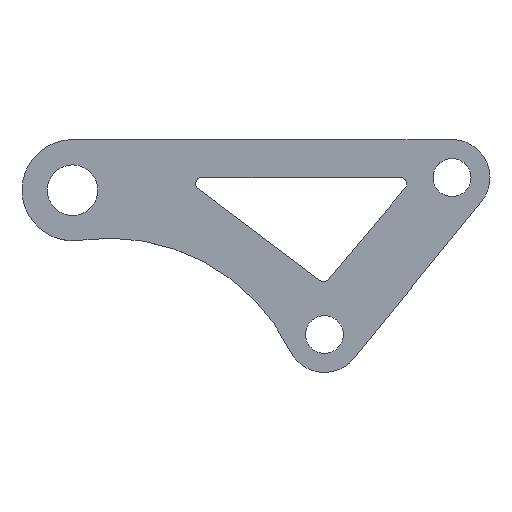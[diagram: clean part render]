
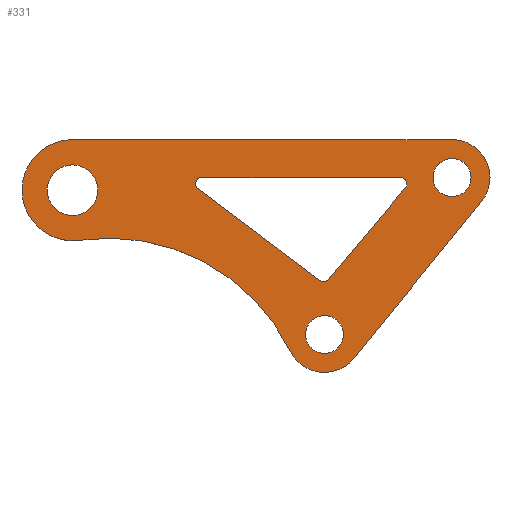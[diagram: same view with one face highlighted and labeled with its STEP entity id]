
A CAD part, top view. The second image highlights one B-rep face of the part: STEP entity #331.
In plain terms, the highlighted planar face has unit normal (0, 0, 1).
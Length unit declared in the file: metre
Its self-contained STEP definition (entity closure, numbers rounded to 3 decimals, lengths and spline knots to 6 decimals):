
#18=PLANE('',#435);
#19=CIRCLE('',#400,0.003175);
#21=CIRCLE('',#404,0.003175);
#23=CIRCLE('',#408,0.003175);
#25=CIRCLE('',#412,0.01905);
#27=CIRCLE('',#415,0.1016);
#29=CIRCLE('',#418,0.0254);
#31=CIRCLE('',#422,0.01905);
#34=CIRCLE('',#426,0.0127);
#36=CIRCLE('',#429,0.009525);
#38=CIRCLE('',#432,0.009525);
#108=ORIENTED_EDGE('',*,*,#152,.F.);
#109=ORIENTED_EDGE('',*,*,#149,.T.);
#110=ORIENTED_EDGE('',*,*,#146,.F.);
#111=ORIENTED_EDGE('',*,*,#143,.T.);
#112=ORIENTED_EDGE('',*,*,#140,.F.);
#113=ORIENTED_EDGE('',*,*,#155,.T.);
#114=ORIENTED_EDGE('',*,*,#158,.F.);
#115=ORIENTED_EDGE('',*,*,#160,.F.);
#116=ORIENTED_EDGE('',*,*,#162,.F.);
#117=ORIENTED_EDGE('',*,*,#136,.F.);
#118=ORIENTED_EDGE('',*,*,#133,.T.);
#119=ORIENTED_EDGE('',*,*,#130,.F.);
#120=ORIENTED_EDGE('',*,*,#127,.F.);
#121=ORIENTED_EDGE('',*,*,#124,.F.);
#122=ORIENTED_EDGE('',*,*,#163,.F.);
#124=EDGE_CURVE('',#165,#167,#19,.T.);
#127=EDGE_CURVE('',#167,#169,#197,.T.);
#130=EDGE_CURVE('',#169,#171,#21,.T.);
#133=EDGE_CURVE('',#173,#171,#201,.T.);
#136=EDGE_CURVE('',#173,#175,#23,.T.);
#140=EDGE_CURVE('',#177,#179,#206,.T.);
#143=EDGE_CURVE('',#181,#179,#25,.T.);
#146=EDGE_CURVE('',#181,#183,#27,.T.);
#149=EDGE_CURVE('',#185,#183,#29,.T.);
#152=EDGE_CURVE('',#185,#187,#212,.T.);
#155=EDGE_CURVE('',#177,#187,#31,.T.);
#158=EDGE_CURVE('',#190,#190,#34,.T.);
#160=EDGE_CURVE('',#192,#192,#36,.T.);
#162=EDGE_CURVE('',#194,#194,#38,.T.);
#163=EDGE_CURVE('',#175,#165,#215,.T.);
#165=VERTEX_POINT('',#537);
#167=VERTEX_POINT('',#540);
#169=VERTEX_POINT('',#546);
#171=VERTEX_POINT('',#552);
#173=VERTEX_POINT('',#558);
#175=VERTEX_POINT('',#564);
#177=VERTEX_POINT('',#570);
#179=VERTEX_POINT('',#573);
#181=VERTEX_POINT('',#579);
#183=VERTEX_POINT('',#585);
#185=VERTEX_POINT('',#591);
#187=VERTEX_POINT('',#597);
#190=VERTEX_POINT('',#608);
#192=VERTEX_POINT('',#613);
#194=VERTEX_POINT('',#618);
#197=LINE('',#545,#219);
#201=LINE('',#557,#223);
#206=LINE('',#572,#228);
#212=LINE('',#596,#234);
#215=LINE('',#620,#237);
#219=VECTOR('',#448,1.);
#223=VECTOR('',#460,1.);
#228=VECTOR('',#473,1.);
#234=VECTOR('',#499,1.);
#237=VECTOR('',#528,1.);
#262=EDGE_LOOP('',(#108,#109,#110,#111,#112,#113));
#263=EDGE_LOOP('',(#114));
#264=EDGE_LOOP('',(#115));
#265=EDGE_LOOP('',(#116));
#266=EDGE_LOOP('',(#117,#118,#119,#120,#121,#122));
#290=FACE_BOUND('',#262,.T.);
#291=FACE_BOUND('',#263,.T.);
#292=FACE_BOUND('',#264,.T.);
#293=FACE_BOUND('',#265,.T.);
#294=FACE_BOUND('',#266,.T.);
#331=ADVANCED_FACE('',(#290,#291,#292,#293,#294),#18,.T.);
#400=AXIS2_PLACEMENT_3D('',#539,#441,#442);
#404=AXIS2_PLACEMENT_3D('',#551,#453,#454);
#408=AXIS2_PLACEMENT_3D('',#563,#465,#466);
#412=AXIS2_PLACEMENT_3D('',#578,#478,#479);
#415=AXIS2_PLACEMENT_3D('',#584,#485,#486);
#418=AXIS2_PLACEMENT_3D('',#590,#492,#493);
#422=AXIS2_PLACEMENT_3D('',#602,#504,#505);
#426=AXIS2_PLACEMENT_3D('',#607,#512,#513);
#429=AXIS2_PLACEMENT_3D('',#612,#518,#519);
#432=AXIS2_PLACEMENT_3D('',#617,#524,#525);
#435=AXIS2_PLACEMENT_3D('',#623,#532,#533);
#441=DIRECTION('',(0.,0.,1.));
#442=DIRECTION('',(1.,0.,0.));
#448=DIRECTION('',(0.799,-0.601,0.));
#453=DIRECTION('',(0.,0.,1.));
#454=DIRECTION('',(1.,0.,0.));
#460=DIRECTION('',(-0.644,-0.765,0.));
#465=DIRECTION('',(0.,0.,1.));
#466=DIRECTION('',(1.,0.,0.));
#473=DIRECTION('',(-0.631,-0.776,0.));
#478=DIRECTION('',(0.,0.,1.));
#479=DIRECTION('',(1.,0.,0.));
#485=DIRECTION('',(0.,0.,1.));
#486=DIRECTION('',(1.,0.,0.));
#492=DIRECTION('',(0.,0.,1.));
#493=DIRECTION('',(1.,0.,0.));
#499=DIRECTION('',(1.,0.,0.));
#504=DIRECTION('',(0.,0.,1.));
#505=DIRECTION('',(1.,0.,0.));
#512=DIRECTION('',(0.,0.,1.));
#513=DIRECTION('',(1.,0.,0.));
#518=DIRECTION('',(0.,0.,1.));
#519=DIRECTION('',(1.,0.,0.));
#524=DIRECTION('',(0.,0.,1.));
#525=DIRECTION('',(1.,0.,0.));
#528=DIRECTION('',(-1.,0.,0.));
#532=DIRECTION('',(0.,0.,1.));
#533=DIRECTION('',(1.,0.,0.));
#537=CARTESIAN_POINT('',(0.064881,0.00635,0.002032));
#539=CARTESIAN_POINT('',(0.064881,0.003175,0.002032));
#540=CARTESIAN_POINT('',(0.062973,0.000637,0.002032));
#545=CARTESIAN_POINT('',(0.093505,-0.022311,0.002032));
#546=CARTESIAN_POINT('',(0.124037,-0.045258,0.002032));
#551=CARTESIAN_POINT('',(0.125945,-0.04272,0.002032));
#552=CARTESIAN_POINT('',(0.128373,-0.044766,0.002032));
#557=CARTESIAN_POINT('',(0.147711,-0.021819,0.002032));
#558=CARTESIAN_POINT('',(0.16705,0.001129,0.002032));
#563=CARTESIAN_POINT('',(0.164622,0.003175,0.002032));
#564=CARTESIAN_POINT('',(0.164622,0.00635,0.002032));
#570=CARTESIAN_POINT('',(0.205282,-0.005666,0.002032));
#572=CARTESIAN_POINT('',(0.173251,-0.045072,0.002032));
#573=CARTESIAN_POINT('',(0.14122,-0.084478,0.002032));
#578=CARTESIAN_POINT('',(0.126438,-0.072463,0.002032));
#579=CARTESIAN_POINT('',(0.109342,-0.080868,0.002032));
#584=CARTESIAN_POINT('',(0.018166,-0.125694,0.002032));
#585=CARTESIAN_POINT('',(0.003633,-0.025139,0.002032));
#590=CARTESIAN_POINT('',(0.,0.,0.002032));
#591=CARTESIAN_POINT('',(0.,0.0254,0.002032));
#596=CARTESIAN_POINT('',(0.09525,0.0254,0.002032));
#597=CARTESIAN_POINT('',(0.1905,0.0254,0.002032));
#602=CARTESIAN_POINT('',(0.1905,0.00635,0.002032));
#607=CARTESIAN_POINT('',(0.,0.,0.002032));
#608=CARTESIAN_POINT('',(0.0127,0.,0.002032));
#612=CARTESIAN_POINT('',(0.1905,0.00635,0.002032));
#613=CARTESIAN_POINT('',(0.200025,0.00635,0.002032));
#617=CARTESIAN_POINT('',(0.126438,-0.072463,0.002032));
#618=CARTESIAN_POINT('',(0.135963,-0.072463,0.002032));
#620=CARTESIAN_POINT('',(0.114752,0.00635,0.002032));
#623=CARTESIAN_POINT('',(0.092075,-0.033056,0.002032));
